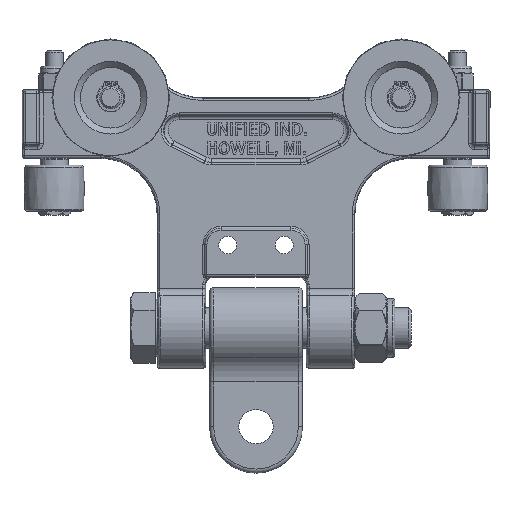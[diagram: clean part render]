
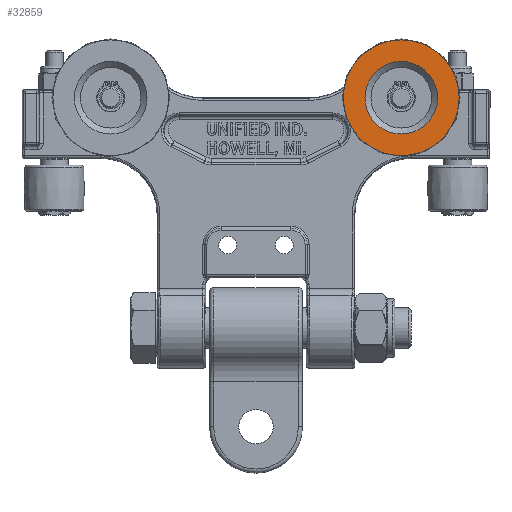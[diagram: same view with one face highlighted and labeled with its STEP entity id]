
A CAD part, top view. The second image highlights one B-rep face of the part: STEP entity #32859.
In plain terms, the highlighted face is planar.
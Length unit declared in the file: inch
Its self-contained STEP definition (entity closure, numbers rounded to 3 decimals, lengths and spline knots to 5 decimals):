
#32828=CARTESIAN_POINT('',(-0.698,0.5625,0.));
#32829=VERTEX_POINT('',#32828);
#32830=CARTESIAN_POINT('',(-0.698,0.,0.0));
#32831=DIRECTION('',(-1.0,0.0,0.0));
#32832=DIRECTION('',(0.0,-1.0,0.0));
#32833=AXIS2_PLACEMENT_3D('',#32830,#32831,#32832);
#32834=CIRCLE('',#32833,0.5625);
#32835=EDGE_CURVE('',#32829,#32829,#32834,.T.);
#32840=CARTESIAN_POINT('',(-0.698,0.683,0.0));
#32841=DIRECTION('',(-1.0,0.0,0.0));
#32842=DIRECTION('',(0.0,0.0,1.0));
#32843=AXIS2_PLACEMENT_3D('',#32840,#32841,#32842);
#32844=PLANE('',#32843);
#32845=CARTESIAN_POINT('',(-0.698,0.89725,0.0));
#32846=VERTEX_POINT('',#32845);
#32847=CARTESIAN_POINT('',(-0.698,0.,0.0));
#32848=DIRECTION('',(1.0,0.0,0.0));
#32849=DIRECTION('',(0.0,1.0,0.0));
#32850=AXIS2_PLACEMENT_3D('',#32847,#32848,#32849);
#32851=CIRCLE('',#32850,0.89725);
#32852=EDGE_CURVE('',#32846,#32846,#32851,.T.);
#32853=ORIENTED_EDGE('',*,*,#32852,.F.);
#32854=EDGE_LOOP('',(#32853));
#32855=FACE_OUTER_BOUND('',#32854,.T.);
#32856=ORIENTED_EDGE('',*,*,#32835,.F.);
#32857=EDGE_LOOP('',(#32856));
#32858=FACE_BOUND('',#32857,.T.);
#32859=ADVANCED_FACE('',(#32855,#32858),#32844,.T.);
